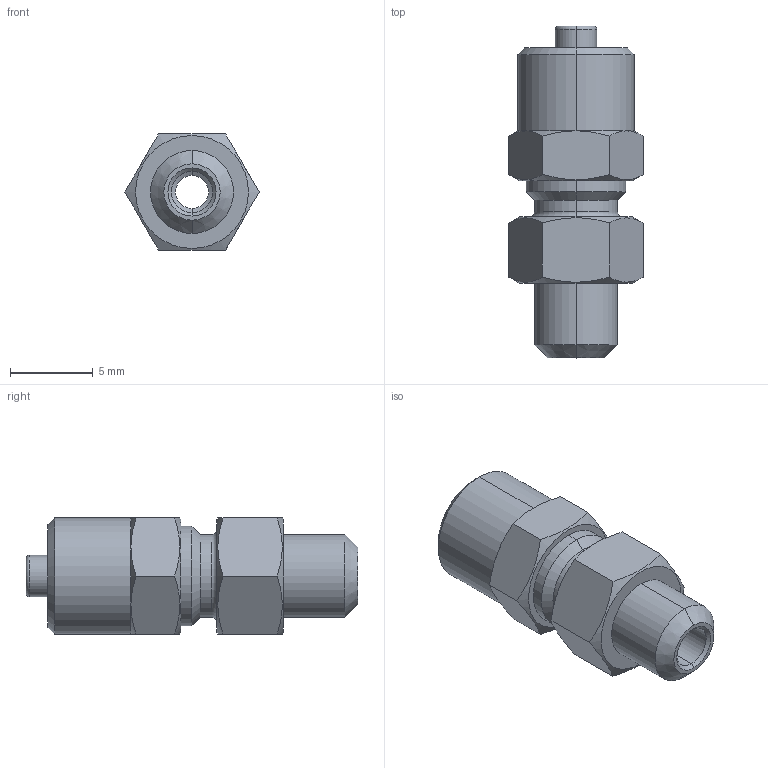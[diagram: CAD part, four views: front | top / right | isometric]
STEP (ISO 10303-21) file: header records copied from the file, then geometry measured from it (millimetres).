
FILE_DESCRIPTION(( 'MC.12A.04.M5.STEP' ), '1');
FILE_NAME( 'MC.12A.04.M5.STEP', '2018-10-01T15:43:46',( 'Sopra'),('sopra-pneumatic.com'), 'SwSTEP 2.0','SolidWorks 2009','' );
FILE_SCHEMA (( 'CONFIG_CONTROL_DESIGN' ));
Length unit declared in the file: millimetre
Products named in the file (1): 02020010
Bounding box: 8.08 x 20 x 7 mm (x, y, z)
Volume: 530.7 mm3; surface area: 664.3 mm2
Topology: 1 solids, 1 shells, 65 faces, 144 edges, 86 vertices
Faces by surface type: cone 26, plane 19, cylinder 16, torus 4
Entity records: 1983 total; most frequent: CARTESIAN_POINT 492, DIRECTION 300, ORIENTED_EDGE 288, EDGE_CURVE 144, AXIS2_PLACEMENT_3D 126, VERTEX_POINT 86, EDGE_LOOP 72, ADVANCED_FACE 65
